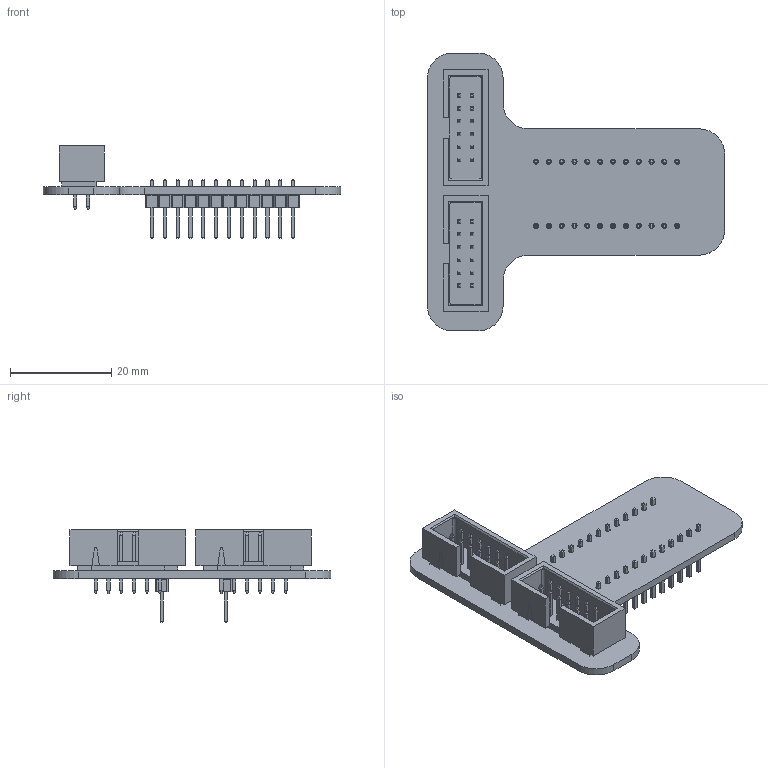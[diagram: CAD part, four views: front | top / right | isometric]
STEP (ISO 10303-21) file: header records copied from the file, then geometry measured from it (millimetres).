
FILE_DESCRIPTION(('KiCad electronic assembly'),'2;1');
FILE_NAME('GPIO Breadboard Helper.step','2025-09-22T00:05:32',('Pcbnew') ,('Kicad'),'Open CASCADE STEP processor 7.8','KiCad to STEP converter' ,'Unknown');
FILE_SCHEMA(('AUTOMOTIVE_DESIGN { 1 0 10303 214 1 1 1 1 }'));
Length unit declared in the file: millimetre
Products named in the file (6): GPIO Breadboard Helper 1; 0702461201; SOLID; COMPOUND; PinHeader_1x12_P2.54mm_Vertical; GPIO Breadboard Helper_PCB
Assembly tree (7 placements, depth 3):
  GPIO Breadboard Helper 1
    0702461201  x2
      SOLID
      COMPOUND
    PinHeader_1x12_P2.54mm_Vertical  x2
    GPIO Breadboard Helper_PCB
Bounding box: 58.83 x 55 x 18.27 mm (x, y, z)
Volume: 4980.8 mm3; surface area: 8663.4 mm2
Topology: 5 solids, 5 shells, 1263 faces, 3125 edges, 1998 vertices
Faces by surface type: plane 1197, cylinder 66
Full cylindrical faces by diameter (mm): 1 x48
Entity records: 21636 total; most frequent: CARTESIAN_POINT 3437, ORIENTED_EDGE 3272, DIRECTION 3140, EDGE_CURVE 1636, LINE 1510, VECTOR 1510, VERTEX_POINT 1016, AXIS2_PLACEMENT_3D 815
